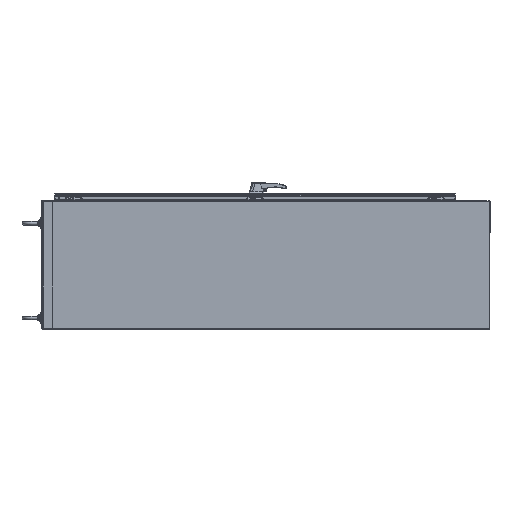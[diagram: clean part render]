
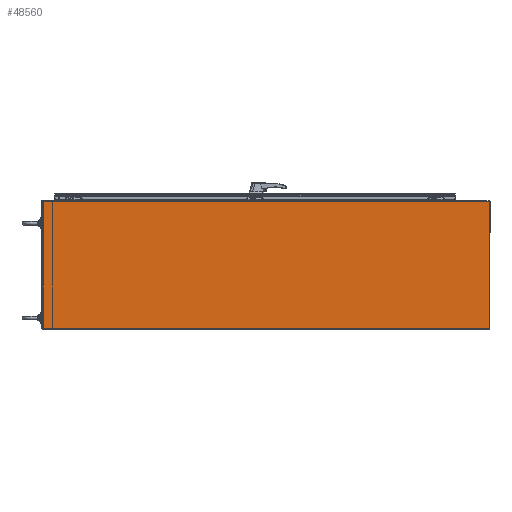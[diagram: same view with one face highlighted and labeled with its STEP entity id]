
A CAD part, left-side view. The second image highlights one B-rep face of the part: STEP entity #48560.
In plain terms, the highlighted planar face has unit normal (-1, 0, 0).
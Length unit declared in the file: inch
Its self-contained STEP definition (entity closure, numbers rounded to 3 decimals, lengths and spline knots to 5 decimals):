
#4255 = VERTEX_POINT ( 'NONE', #23435 ) ;
#10894 = ORIENTED_EDGE ( 'NONE', *, *, #20539, .T. ) ;
#12433 = EDGE_LOOP ( 'NONE', ( #26444, #184417, #119712, #10894, #234730, #59154, #37404 ) ) ;
#14197 = LINE ( 'NONE', #196525, #56777 ) ;
#15819 = LINE ( 'NONE', #48937, #202799 ) ;
#19881 = CIRCLE ( 'NONE', #211338, 0.015 ) ;
#20539 = EDGE_CURVE ( 'NONE', #179876, #188001, #233860, .T. ) ;
#23435 = CARTESIAN_POINT ( 'NONE',  ( -71.596, 0., 0. ) ) ;
#26079 = DIRECTION ( 'NONE',  ( -1., 0., 0. ) ) ;
#26444 = ORIENTED_EDGE ( 'NONE', *, *, #86475, .T. ) ;
#27076 = VECTOR ( 'NONE', #184292, 39.37008 ) ;
#30721 = DIRECTION ( 'NONE',  ( 0., 0., 1. ) ) ;
#31073 = VECTOR ( 'NONE', #178266, 39.37008 ) ;
#37404 = ORIENTED_EDGE ( 'NONE', *, *, #47249, .T. ) ;
#47249 = EDGE_CURVE ( 'NONE', #4255, #174390, #14197, .T. ) ;
#48560 = ADVANCED_FACE ( 'NONE', ( #168534 ), #148035, .T. ) ;
#48937 = CARTESIAN_POINT ( 'NONE',  ( -71.596, -23.875, 0. ) ) ;
#51625 = CARTESIAN_POINT ( 'NONE',  ( -71.596, 0., 0. ) ) ;
#56185 = LINE ( 'NONE', #216877, #206276 ) ;
#56557 = LINE ( 'NONE', #51625, #31073 ) ;
#56777 = VECTOR ( 'NONE', #216372, 39.37008 ) ;
#56876 = CARTESIAN_POINT ( 'NONE',  ( -71.596, -23.875, 6.672 ) ) ;
#59154 = ORIENTED_EDGE ( 'NONE', *, *, #167903, .T. ) ;
#70412 = EDGE_CURVE ( 'NONE', #192366, #230685, #56185, .T. ) ;
#86475 = EDGE_CURVE ( 'NONE', #174390, #192366, #15819, .T. ) ;
#86571 = DIRECTION ( 'NONE',  ( 1., 0., 0. ) ) ;
#101822 = DIRECTION ( 'NONE',  ( 0., 1., 0. ) ) ;
#113811 = CARTESIAN_POINT ( 'NONE',  ( -71.596, -23.815, 0. ) ) ;
#119712 = ORIENTED_EDGE ( 'NONE', *, *, #120111, .T. ) ;
#120111 = EDGE_CURVE ( 'NONE', #230685, #179876, #19881, .T. ) ;
#128138 = AXIS2_PLACEMENT_3D ( 'NONE', #224820, #26079, #224048 ) ;
#134906 = VECTOR ( 'NONE', #101822, 39.37008 ) ;
#138184 = CARTESIAN_POINT ( 'NONE',  ( -71.596, -23.815, 83.875 ) ) ;
#148035 = PLANE ( 'NONE',  #128138 ) ;
#152719 = CARTESIAN_POINT ( 'NONE',  ( -71.596, -23.875, 0. ) ) ;
#158619 = CARTESIAN_POINT ( 'NONE',  ( -71.596, -23.815, 6.687 ) ) ;
#159399 = DIRECTION ( 'NONE',  ( 0., 0., -1. ) ) ;
#161763 = CARTESIAN_POINT ( 'NONE',  ( -71.596, 0., 83.875 ) ) ;
#167903 = EDGE_CURVE ( 'NONE', #171428, #4255, #56557, .T. ) ;
#168534 = FACE_OUTER_BOUND ( 'NONE', #12433, .T. ) ;
#171428 = VERTEX_POINT ( 'NONE', #161763 ) ;
#174390 = VERTEX_POINT ( 'NONE', #152719 ) ;
#177488 = LINE ( 'NONE', #193663, #134906 ) ;
#178266 = DIRECTION ( 'NONE',  ( 0., 0., -1. ) ) ;
#179440 = EDGE_CURVE ( 'NONE', #188001, #171428, #177488, .T. ) ;
#179876 = VERTEX_POINT ( 'NONE', #186406 ) ;
#183542 = DIRECTION ( 'NONE',  ( 0., 1., 0. ) ) ;
#184292 = DIRECTION ( 'NONE',  ( 0., 0., 1. ) ) ;
#184417 = ORIENTED_EDGE ( 'NONE', *, *, #70412, .T. ) ;
#186406 = CARTESIAN_POINT ( 'NONE',  ( -71.596, -23.815, 6.702 ) ) ;
#188001 = VERTEX_POINT ( 'NONE', #138184 ) ;
#192366 = VERTEX_POINT ( 'NONE', #56876 ) ;
#193663 = CARTESIAN_POINT ( 'NONE',  ( -71.596, 0., 83.875 ) ) ;
#196525 = CARTESIAN_POINT ( 'NONE',  ( -71.596, 0., 0. ) ) ;
#202799 = VECTOR ( 'NONE', #30721, 39.37008 ) ;
#206276 = VECTOR ( 'NONE', #183542, 39.37008 ) ;
#211338 = AXIS2_PLACEMENT_3D ( 'NONE', #158619, #86571, #159399 ) ;
#214474 = CARTESIAN_POINT ( 'NONE',  ( -71.596, -23.815, 6.672 ) ) ;
#216372 = DIRECTION ( 'NONE',  ( 0., -1., 0. ) ) ;
#216877 = CARTESIAN_POINT ( 'NONE',  ( -71.596, -23.815, 6.672 ) ) ;
#224048 = DIRECTION ( 'NONE',  ( 0., 0., -1. ) ) ;
#224820 = CARTESIAN_POINT ( 'NONE',  ( -71.596, 0., 0. ) ) ;
#230685 = VERTEX_POINT ( 'NONE', #214474 ) ;
#233860 = LINE ( 'NONE', #113811, #27076 ) ;
#234730 = ORIENTED_EDGE ( 'NONE', *, *, #179440, .T. ) ;
